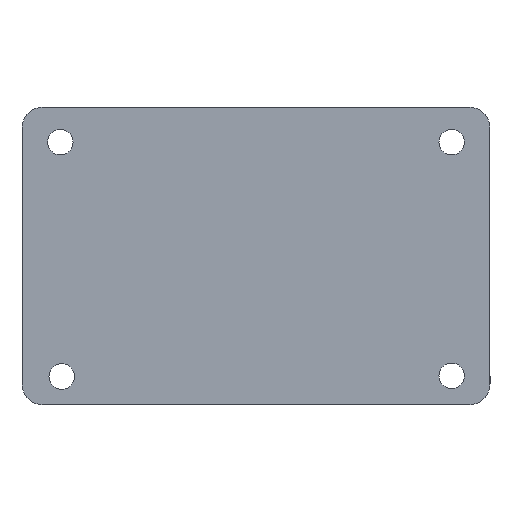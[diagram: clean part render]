
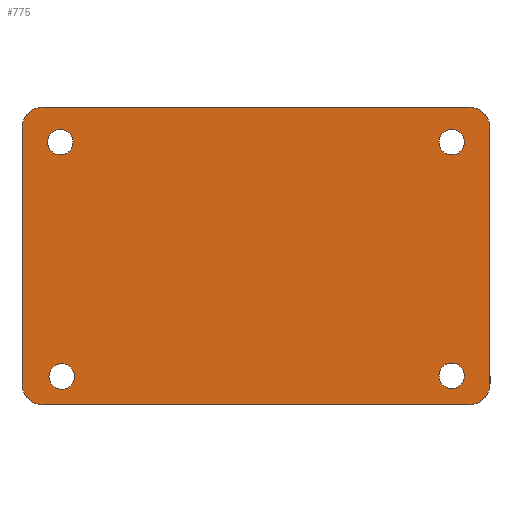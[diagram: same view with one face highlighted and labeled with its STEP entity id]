
A CAD part, top view. The second image highlights one B-rep face of the part: STEP entity #775.
In plain terms, the highlighted planar face has unit normal (0, 0, 1).
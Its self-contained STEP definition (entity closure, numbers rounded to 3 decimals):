
#5 = CARTESIAN_POINT ( 'NONE',  ( 50., 35., 0. ) ) ;
#6 = CARTESIAN_POINT ( 'NONE',  ( -55., -30., 0. ) ) ;
#7 = ORIENTED_EDGE ( 'NONE', *, *, #374, .T. ) ;
#8 = EDGE_LOOP ( 'NONE', ( #614, #133 ) ) ;
#15 = VERTEX_POINT ( 'NONE', #5 ) ;
#17 = VERTEX_POINT ( 'NONE', #709 ) ;
#19 = EDGE_CURVE ( 'NONE', #266, #721, #738, .T. ) ;
#22 = DIRECTION ( 'NONE',  ( 1., 0., 0. ) ) ;
#23 = DIRECTION ( 'NONE',  ( 0., -1., 0. ) ) ;
#24 = DIRECTION ( 'NONE',  ( 1., 0., 0. ) ) ;
#25 = CIRCLE ( 'NONE', #66, 5. ) ;
#26 = VERTEX_POINT ( 'NONE', #190 ) ;
#34 = EDGE_CURVE ( 'NONE', #624, #15, #25, .T. ) ;
#39 = EDGE_LOOP ( 'NONE', ( #106, #594 ) ) ;
#46 = VECTOR ( 'NONE', #598, 1000. ) ;
#54 = LINE ( 'NONE', #382, #235 ) ;
#56 = CARTESIAN_POINT ( 'NONE',  ( -43., 26.759, 0. ) ) ;
#58 = DIRECTION ( 'NONE',  ( 1., 0., 0. ) ) ;
#61 = DIRECTION ( 'NONE',  ( 0., 0., 1. ) ) ;
#66 = AXIS2_PLACEMENT_3D ( 'NONE', #644, #385, #393 ) ;
#69 = CIRCLE ( 'NONE', #677, 3. ) ;
#74 = CARTESIAN_POINT ( 'NONE',  ( -45.663, -28.321, 0. ) ) ;
#82 = VECTOR ( 'NONE', #23, 1000. ) ;
#87 = EDGE_LOOP ( 'NONE', ( #488, #789 ) ) ;
#88 = DIRECTION ( 'NONE',  ( 1., 0., 0. ) ) ;
#90 = CARTESIAN_POINT ( 'NONE',  ( -46., 26.759, 0. ) ) ;
#94 = CARTESIAN_POINT ( 'NONE',  ( 49., -28.159, 0. ) ) ;
#97 = CIRCLE ( 'NONE', #378, 3. ) ;
#106 = ORIENTED_EDGE ( 'NONE', *, *, #151, .F. ) ;
#113 = DIRECTION ( 'NONE',  ( -1., 0., 0. ) ) ;
#120 = CIRCLE ( 'NONE', #565, 5. ) ;
#132 = CARTESIAN_POINT ( 'NONE',  ( 43., -28.159, 0. ) ) ;
#133 = ORIENTED_EDGE ( 'NONE', *, *, #236, .F. ) ;
#136 = LINE ( 'NONE', #340, #46 ) ;
#146 = AXIS2_PLACEMENT_3D ( 'NONE', #798, #733, #219 ) ;
#151 = EDGE_CURVE ( 'NONE', #211, #26, #337, .T. ) ;
#157 = CARTESIAN_POINT ( 'NONE',  ( 46., 26.759, 0. ) ) ;
#175 = CARTESIAN_POINT ( 'NONE',  ( 50., -30., 0. ) ) ;
#182 = EDGE_CURVE ( 'NONE', #722, #685, #668, .T. ) ;
#188 = EDGE_CURVE ( 'NONE', #320, #556, #252, .T. ) ;
#190 = CARTESIAN_POINT ( 'NONE',  ( 43., 26.759, 0. ) ) ;
#191 = DIRECTION ( 'NONE',  ( 0., 0., 1. ) ) ;
#195 = AXIS2_PLACEMENT_3D ( 'NONE', #829, #267, #331 ) ;
#196 = EDGE_LOOP ( 'NONE', ( #811, #413 ) ) ;
#208 = CARTESIAN_POINT ( 'NONE',  ( -55., 30., 0. ) ) ;
#211 = VERTEX_POINT ( 'NONE', #667 ) ;
#219 = DIRECTION ( 'NONE',  ( 1., 0., 0. ) ) ;
#226 = ORIENTED_EDGE ( 'NONE', *, *, #492, .T. ) ;
#233 = CIRCLE ( 'NONE', #195, 5. ) ;
#235 = VECTOR ( 'NONE', #312, 1000. ) ;
#236 = EDGE_CURVE ( 'NONE', #556, #320, #477, .T. ) ;
#252 = CIRCLE ( 'NONE', #146, 3. ) ;
#266 = VERTEX_POINT ( 'NONE', #94 ) ;
#267 = DIRECTION ( 'NONE',  ( 0., 0., 1. ) ) ;
#292 = CARTESIAN_POINT ( 'NONE',  ( 55., 30., 0. ) ) ;
#301 = CARTESIAN_POINT ( 'NONE',  ( -49., 26.759, 0. ) ) ;
#312 = DIRECTION ( 'NONE',  ( 1., 0., 0. ) ) ;
#320 = VERTEX_POINT ( 'NONE', #56 ) ;
#323 = ORIENTED_EDGE ( 'NONE', *, *, #34, .T. ) ;
#331 = DIRECTION ( 'NONE',  ( -1., 0., 0. ) ) ;
#333 = FACE_BOUND ( 'NONE', #87, .T. ) ;
#337 = CIRCLE ( 'NONE', #809, 3. ) ;
#340 = CARTESIAN_POINT ( 'NONE',  ( 55., 35., 0. ) ) ;
#341 = ORIENTED_EDGE ( 'NONE', *, *, #826, .T. ) ;
#348 = DIRECTION ( 'NONE',  ( 0., 0., 1. ) ) ;
#374 = EDGE_CURVE ( 'NONE', #619, #794, #120, .T. ) ;
#378 = AXIS2_PLACEMENT_3D ( 'NONE', #74, #348, #24 ) ;
#382 = CARTESIAN_POINT ( 'NONE',  ( 55., -35., 0. ) ) ;
#385 = DIRECTION ( 'NONE',  ( 0., 0., 1. ) ) ;
#386 = DIRECTION ( 'NONE',  ( -1., 0., 0. ) ) ;
#393 = DIRECTION ( 'NONE',  ( -1., 0., 0. ) ) ;
#394 = DIRECTION ( 'NONE',  ( 0., 0., -1. ) ) ;
#398 = CARTESIAN_POINT ( 'NONE',  ( 46., -28.159, 0. ) ) ;
#401 = DIRECTION ( 'NONE',  ( 1., 0., 0. ) ) ;
#408 = VERTEX_POINT ( 'NONE', #770 ) ;
#413 = ORIENTED_EDGE ( 'NONE', *, *, #759, .F. ) ;
#414 = DIRECTION ( 'NONE',  ( 0., 0., 1. ) ) ;
#416 = CARTESIAN_POINT ( 'NONE',  ( -50., 30., 0. ) ) ;
#425 = CARTESIAN_POINT ( 'NONE',  ( 50., -35., 0. ) ) ;
#426 = ORIENTED_EDGE ( 'NONE', *, *, #182, .T. ) ;
#437 = CIRCLE ( 'NONE', #579, 3. ) ;
#439 = DIRECTION ( 'NONE',  ( 0., 0., 1. ) ) ;
#441 = DIRECTION ( 'NONE',  ( -1., 0., 0. ) ) ;
#453 = CARTESIAN_POINT ( 'NONE',  ( -55., 35., 0. ) ) ;
#459 = CARTESIAN_POINT ( 'NONE',  ( 0., 0., 0. ) ) ;
#461 = VECTOR ( 'NONE', #386, 1000. ) ;
#477 = CIRCLE ( 'NONE', #822, 3. ) ;
#488 = ORIENTED_EDGE ( 'NONE', *, *, #663, .F. ) ;
#492 = EDGE_CURVE ( 'NONE', #15, #17, #652, .T. ) ;
#495 = ORIENTED_EDGE ( 'NONE', *, *, #500, .T. ) ;
#496 = DIRECTION ( 'NONE',  ( 0., 0., 1. ) ) ;
#500 = EDGE_CURVE ( 'NONE', #685, #681, #233, .T. ) ;
#503 = CIRCLE ( 'NONE', #635, 5. ) ;
#539 = FACE_BOUND ( 'NONE', #8, .T. ) ;
#545 = CARTESIAN_POINT ( 'NONE',  ( -55., -35., 0. ) ) ;
#552 = VERTEX_POINT ( 'NONE', #678 ) ;
#556 = VERTEX_POINT ( 'NONE', #301 ) ;
#565 = AXIS2_PLACEMENT_3D ( 'NONE', #175, #439, #113 ) ;
#566 = AXIS2_PLACEMENT_3D ( 'NONE', #398, #191, #88 ) ;
#567 = EDGE_CURVE ( 'NONE', #17, #722, #503, .T. ) ;
#579 = AXIS2_PLACEMENT_3D ( 'NONE', #694, #61, #758 ) ;
#585 = DIRECTION ( 'NONE',  ( 0., 0., 1. ) ) ;
#586 = CARTESIAN_POINT ( 'NONE',  ( -50., -35., 0. ) ) ;
#592 = FACE_OUTER_BOUND ( 'NONE', #813, .T. ) ;
#594 = ORIENTED_EDGE ( 'NONE', *, *, #801, .F. ) ;
#598 = DIRECTION ( 'NONE',  ( 0., 1., 0. ) ) ;
#605 = DIRECTION ( 'NONE',  ( 1., 0., 0. ) ) ;
#614 = ORIENTED_EDGE ( 'NONE', *, *, #188, .F. ) ;
#617 = ORIENTED_EDGE ( 'NONE', *, *, #751, .T. ) ;
#619 = VERTEX_POINT ( 'NONE', #425 ) ;
#624 = VERTEX_POINT ( 'NONE', #292 ) ;
#633 = CARTESIAN_POINT ( 'NONE',  ( 55., -30., 0. ) ) ;
#634 = AXIS2_PLACEMENT_3D ( 'NONE', #718, #585, #401 ) ;
#635 = AXIS2_PLACEMENT_3D ( 'NONE', #416, #496, #734 ) ;
#644 = CARTESIAN_POINT ( 'NONE',  ( 50., 30., 0. ) ) ;
#652 = LINE ( 'NONE', #453, #461 ) ;
#659 = ORIENTED_EDGE ( 'NONE', *, *, #567, .T. ) ;
#663 = EDGE_CURVE ( 'NONE', #552, #408, #97, .T. ) ;
#664 = CIRCLE ( 'NONE', #566, 3. ) ;
#667 = CARTESIAN_POINT ( 'NONE',  ( 49., 26.759, 0. ) ) ;
#668 = LINE ( 'NONE', #545, #82 ) ;
#677 = AXIS2_PLACEMENT_3D ( 'NONE', #702, #820, #58 ) ;
#678 = CARTESIAN_POINT ( 'NONE',  ( -42.663, -28.321, 0. ) ) ;
#681 = VERTEX_POINT ( 'NONE', #586 ) ;
#685 = VERTEX_POINT ( 'NONE', #6 ) ;
#694 = CARTESIAN_POINT ( 'NONE',  ( -45.663, -28.321, 0. ) ) ;
#702 = CARTESIAN_POINT ( 'NONE',  ( 46., 26.759, 0. ) ) ;
#709 = CARTESIAN_POINT ( 'NONE',  ( -50., 35., 0. ) ) ;
#718 = CARTESIAN_POINT ( 'NONE',  ( 46., -28.159, 0. ) ) ;
#721 = VERTEX_POINT ( 'NONE', #132 ) ;
#722 = VERTEX_POINT ( 'NONE', #208 ) ;
#729 = FACE_BOUND ( 'NONE', #39, .T. ) ;
#733 = DIRECTION ( 'NONE',  ( 0., 0., 1. ) ) ;
#734 = DIRECTION ( 'NONE',  ( -1., 0., 0. ) ) ;
#738 = CIRCLE ( 'NONE', #634, 3. ) ;
#751 = EDGE_CURVE ( 'NONE', #794, #624, #136, .T. ) ;
#757 = AXIS2_PLACEMENT_3D ( 'NONE', #459, #394, #441 ) ;
#758 = DIRECTION ( 'NONE',  ( 1., 0., 0. ) ) ;
#759 = EDGE_CURVE ( 'NONE', #721, #266, #664, .T. ) ;
#770 = CARTESIAN_POINT ( 'NONE',  ( -48.663, -28.321, 0. ) ) ;
#772 = PLANE ( 'NONE',  #757 ) ;
#775 = ADVANCED_FACE ( 'NONE', ( #539, #791, #729, #333, #592 ), #772, .F. ) ;
#789 = ORIENTED_EDGE ( 'NONE', *, *, #792, .F. ) ;
#791 = FACE_BOUND ( 'NONE', #196, .T. ) ;
#792 = EDGE_CURVE ( 'NONE', #408, #552, #437, .T. ) ;
#794 = VERTEX_POINT ( 'NONE', #633 ) ;
#798 = CARTESIAN_POINT ( 'NONE',  ( -46., 26.759, 0. ) ) ;
#800 = DIRECTION ( 'NONE',  ( 0., 0., 1. ) ) ;
#801 = EDGE_CURVE ( 'NONE', #26, #211, #69, .T. ) ;
#809 = AXIS2_PLACEMENT_3D ( 'NONE', #157, #800, #605 ) ;
#811 = ORIENTED_EDGE ( 'NONE', *, *, #19, .F. ) ;
#813 = EDGE_LOOP ( 'NONE', ( #426, #495, #341, #7, #617, #323, #226, #659 ) ) ;
#820 = DIRECTION ( 'NONE',  ( 0., 0., 1. ) ) ;
#822 = AXIS2_PLACEMENT_3D ( 'NONE', #90, #414, #22 ) ;
#826 = EDGE_CURVE ( 'NONE', #681, #619, #54, .T. ) ;
#829 = CARTESIAN_POINT ( 'NONE',  ( -50., -30., 0. ) ) ;
